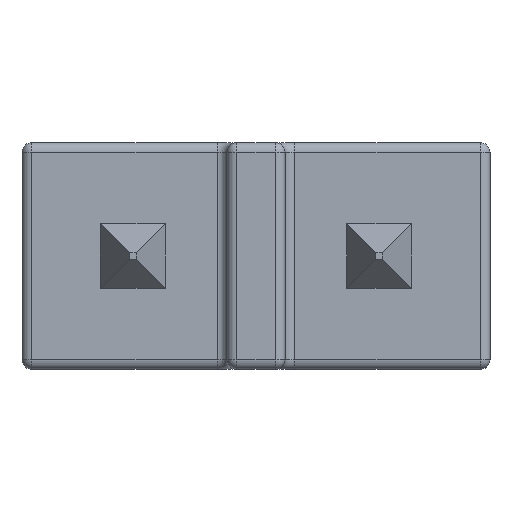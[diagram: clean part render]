
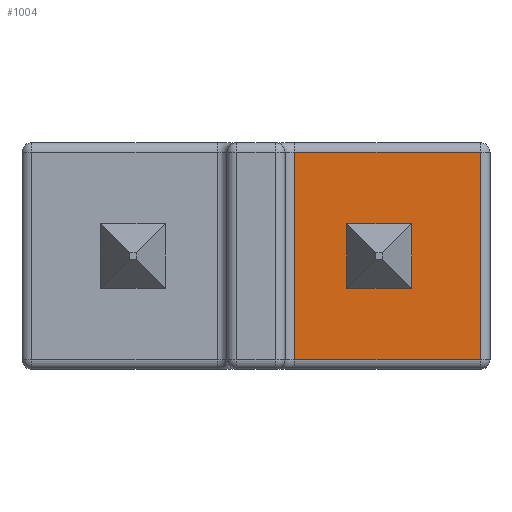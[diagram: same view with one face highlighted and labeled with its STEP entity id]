
A CAD part, front view. The second image highlights one B-rep face of the part: STEP entity #1004.
In plain terms, the highlighted planar face has unit normal (0, -1, 0).
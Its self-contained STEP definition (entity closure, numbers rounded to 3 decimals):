
#73 = CARTESIAN_POINT ( 'NONE',  ( -0.97, -2.7, 1.07 ) ) ;
#102 = ORIENTED_EDGE ( 'NONE', *, *, #2253, .T. ) ;
#252 = LINE ( 'NONE', #3205, #2965 ) ;
#452 = CARTESIAN_POINT ( 'NONE',  ( -0.87, -2.7, 1.07 ) ) ;
#553 = EDGE_LOOP ( 'NONE', ( #102, #1337, #604, #1961 ) ) ;
#568 = VECTOR ( 'NONE', #1902, 1000. ) ;
#604 = ORIENTED_EDGE ( 'NONE', *, *, #2181, .T. ) ;
#719 = VERTEX_POINT ( 'NONE', #452 ) ;
#922 = VECTOR ( 'NONE', #2398, 1000. ) ;
#1002 = LINE ( 'NONE', #2955, #2246 ) ;
#1004 = ADVANCED_FACE ( 'NONE', ( #1928 ), #2657, .F. ) ;
#1061 = CARTESIAN_POINT ( 'NONE',  ( 0., -2.7, 0. ) ) ;
#1068 = DIRECTION ( 'NONE',  ( 0., 1., 0. ) ) ;
#1337 = ORIENTED_EDGE ( 'NONE', *, *, #2199, .T. ) ;
#1358 = DIRECTION ( 'NONE',  ( 1., 0., 0. ) ) ;
#1635 = LINE ( 'NONE', #73, #922 ) ;
#1851 = VERTEX_POINT ( 'NONE', #3171 ) ;
#1902 = DIRECTION ( 'NONE',  ( 0., 0., -1. ) ) ;
#1928 = FACE_OUTER_BOUND ( 'NONE', #553, .T. ) ;
#1961 = ORIENTED_EDGE ( 'NONE', *, *, #2143, .T. ) ;
#1968 = LINE ( 'NONE', #2712, #568 ) ;
#1989 = VERTEX_POINT ( 'NONE', #3012 ) ;
#2143 = EDGE_CURVE ( 'NONE', #1989, #719, #1635, .T. ) ;
#2181 = EDGE_CURVE ( 'NONE', #2914, #1989, #252, .T. ) ;
#2199 = EDGE_CURVE ( 'NONE', #1851, #2914, #1002, .T. ) ;
#2246 = VECTOR ( 'NONE', #1358, 1000. ) ;
#2253 = EDGE_CURVE ( 'NONE', #719, #1851, #1968, .T. ) ;
#2322 = AXIS2_PLACEMENT_3D ( 'NONE', #1061, #1068, #2936 ) ;
#2398 = DIRECTION ( 'NONE',  ( -1., 0., 0. ) ) ;
#2657 = PLANE ( 'NONE',  #2322 ) ;
#2675 = DIRECTION ( 'NONE',  ( 0., 0., 1. ) ) ;
#2712 = CARTESIAN_POINT ( 'NONE',  ( -0.87, -2.7, 0. ) ) ;
#2914 = VERTEX_POINT ( 'NONE', #2978 ) ;
#2936 = DIRECTION ( 'NONE',  ( 0., 0., 1. ) ) ;
#2955 = CARTESIAN_POINT ( 'NONE',  ( 1.145, -2.7, -1.07 ) ) ;
#2965 = VECTOR ( 'NONE', #2675, 1000. ) ;
#2978 = CARTESIAN_POINT ( 'NONE',  ( 1.045, -2.7, -1.07 ) ) ;
#3012 = CARTESIAN_POINT ( 'NONE',  ( 1.045, -2.7, 1.07 ) ) ;
#3171 = CARTESIAN_POINT ( 'NONE',  ( -0.87, -2.7, -1.07 ) ) ;
#3205 = CARTESIAN_POINT ( 'NONE',  ( 1.045, -2.7, 1.17 ) ) ;
